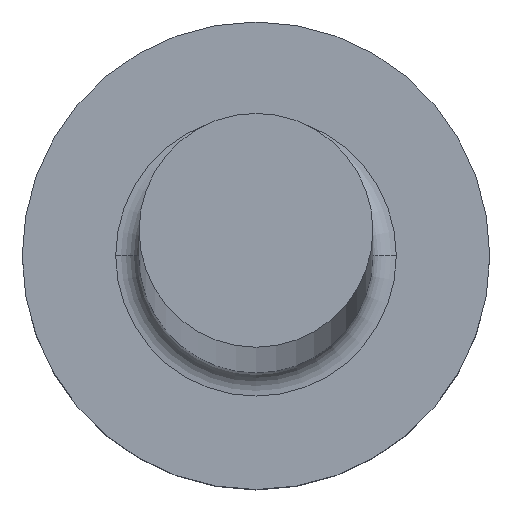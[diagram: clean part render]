
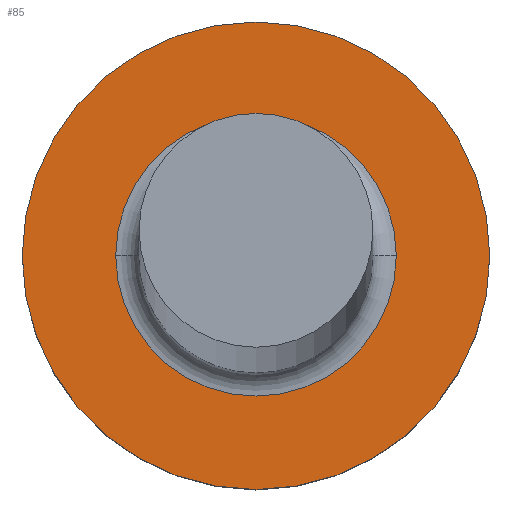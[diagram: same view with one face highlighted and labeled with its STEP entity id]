
A CAD part, top view. The second image highlights one B-rep face of the part: STEP entity #85.
In plain terms, the highlighted planar face has unit normal (0, 0, 1).
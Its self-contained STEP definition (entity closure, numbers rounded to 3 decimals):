
#3 = DIRECTION ( 'NONE',  ( 1., 0., 0. ) ) ;
#8 = DIRECTION ( 'NONE',  ( 1., 0., 0. ) ) ;
#15 = CIRCLE ( 'NONE', #49, 2. ) ;
#18 = EDGE_CURVE ( 'NONE', #230, #288, #235, .T. ) ;
#20 = EDGE_LOOP ( 'NONE', ( #80, #229 ) ) ;
#27 = CARTESIAN_POINT ( 'NONE',  ( 0., 0., 2. ) ) ;
#31 = DIRECTION ( 'NONE',  ( 1., 0., 0. ) ) ;
#32 = DIRECTION ( 'NONE',  ( 0., 0., 1. ) ) ;
#45 = EDGE_CURVE ( 'NONE', #169, #204, #15, .T. ) ;
#48 = CARTESIAN_POINT ( 'NONE',  ( 0., 0., 2. ) ) ;
#49 = AXIS2_PLACEMENT_3D ( 'NONE', #48, #126, #31 ) ;
#54 = CARTESIAN_POINT ( 'NONE',  ( 2., 0., 2. ) ) ;
#58 = CARTESIAN_POINT ( 'NONE',  ( -1.2, 0., 2. ) ) ;
#62 = CARTESIAN_POINT ( 'NONE',  ( 0., 0., 2. ) ) ;
#76 = AXIS2_PLACEMENT_3D ( 'NONE', #62, #32, #296 ) ;
#80 = ORIENTED_EDGE ( 'NONE', *, *, #18, .T. ) ;
#85 = ADVANCED_FACE ( 'NONE', ( #147, #125 ), #239, .T. ) ;
#92 = ORIENTED_EDGE ( 'NONE', *, *, #291, .T. ) ;
#99 = DIRECTION ( 'NONE',  ( 0., 0., 1. ) ) ;
#116 = EDGE_LOOP ( 'NONE', ( #92, #206 ) ) ;
#123 = CARTESIAN_POINT ( 'NONE',  ( 0., 0., 2. ) ) ;
#125 = FACE_OUTER_BOUND ( 'NONE', #116, .T. ) ;
#126 = DIRECTION ( 'NONE',  ( 0., 0., 1. ) ) ;
#134 = CIRCLE ( 'NONE', #76, 2. ) ;
#147 = FACE_BOUND ( 'NONE', #20, .T. ) ;
#162 = AXIS2_PLACEMENT_3D ( 'NONE', #123, #99, #8 ) ;
#169 = VERTEX_POINT ( 'NONE', #54 ) ;
#192 = DIRECTION ( 'NONE',  ( 0., 0., -1. ) ) ;
#197 = EDGE_CURVE ( 'NONE', #288, #230, #289, .T. ) ;
#204 = VERTEX_POINT ( 'NONE', #297 ) ;
#206 = ORIENTED_EDGE ( 'NONE', *, *, #45, .T. ) ;
#225 = CARTESIAN_POINT ( 'NONE',  ( 0., 0., 2. ) ) ;
#229 = ORIENTED_EDGE ( 'NONE', *, *, #197, .T. ) ;
#230 = VERTEX_POINT ( 'NONE', #293 ) ;
#235 = CIRCLE ( 'NONE', #282, 1.2 ) ;
#239 = PLANE ( 'NONE',  #162 ) ;
#250 = DIRECTION ( 'NONE',  ( 0., 0., -1. ) ) ;
#268 = AXIS2_PLACEMENT_3D ( 'NONE', #225, #250, #298 ) ;
#282 = AXIS2_PLACEMENT_3D ( 'NONE', #27, #192, #3 ) ;
#288 = VERTEX_POINT ( 'NONE', #58 ) ;
#289 = CIRCLE ( 'NONE', #268, 1.2 ) ;
#291 = EDGE_CURVE ( 'NONE', #204, #169, #134, .T. ) ;
#293 = CARTESIAN_POINT ( 'NONE',  ( 1.2, 0., 2. ) ) ;
#296 = DIRECTION ( 'NONE',  ( 1., 0., 0. ) ) ;
#297 = CARTESIAN_POINT ( 'NONE',  ( -2., 0., 2. ) ) ;
#298 = DIRECTION ( 'NONE',  ( 1., 0., 0. ) ) ;
